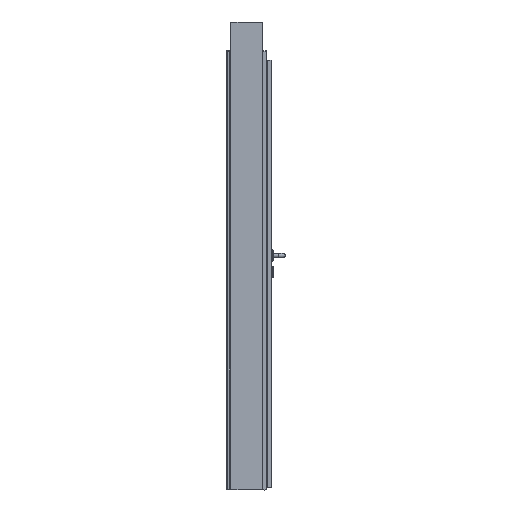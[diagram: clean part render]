
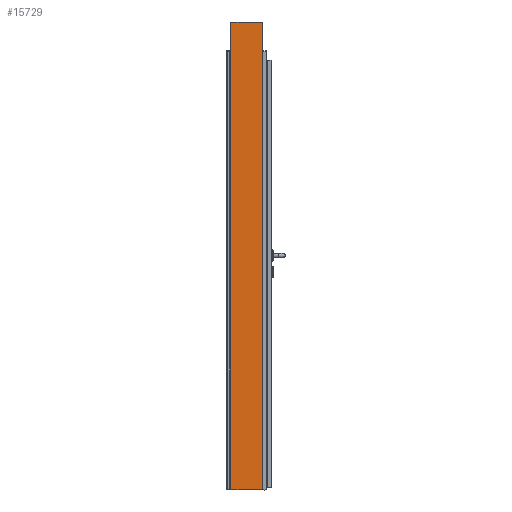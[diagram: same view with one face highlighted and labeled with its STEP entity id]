
A CAD part, left-side view. The second image highlights one B-rep face of the part: STEP entity #15729.
In plain terms, the highlighted planar face has unit normal (-1, 0, 0).
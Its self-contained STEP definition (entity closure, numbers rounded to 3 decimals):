
#15729=ADVANCED_FACE('',(#33277),#26077,.T.);
#26077=PLANE('',#192562);
#33277=FACE_OUTER_BOUND('',#42489,.T.);
#42489=EDGE_LOOP('',(#54586,#54587,#54588,#54589));
#54586=ORIENTED_EDGE('',*,*,#125132,.T.);
#54587=ORIENTED_EDGE('',*,*,#125131,.T.);
#54588=ORIENTED_EDGE('',*,*,#125133,.F.);
#54589=ORIENTED_EDGE('',*,*,#125111,.T.);
#107478=VERTEX_POINT('',#257975);
#107480=VERTEX_POINT('',#257978);
#107492=VERTEX_POINT('',#258014);
#107493=VERTEX_POINT('',#258016);
#125111=EDGE_CURVE('',#107480,#107478,#151571,.T.);
#125131=EDGE_CURVE('',#107492,#107493,#151591,.T.);
#125132=EDGE_CURVE('',#107478,#107492,#151592,.T.);
#125133=EDGE_CURVE('',#107480,#107493,#151593,.T.);
#151571=LINE('',#257977,#171971);
#151591=LINE('',#258017,#171991);
#151592=LINE('',#258019,#171992);
#151593=LINE('',#258020,#171993);
#171971=VECTOR('',#207502,1.);
#171991=VECTOR('',#207534,1.);
#171992=VECTOR('',#207537,1.);
#171993=VECTOR('',#207538,1.);
#192562=AXIS2_PLACEMENT_3D('',#258021,#207539,#207540);
#207502=DIRECTION('',(0.,-1.,0.));
#207534=DIRECTION('',(0.,1.,0.));
#207537=DIRECTION('',(0.,0.,1.));
#207538=DIRECTION('',(0.,0.,1.));
#207539=DIRECTION('',(-1.,0.,0.));
#207540=DIRECTION('',(0.,0.,1.));
#257975=CARTESIAN_POINT('',(-527.,-9.3,-7.75));
#257977=CARTESIAN_POINT('',(-527.,142.4,-7.75));
#257978=CARTESIAN_POINT('',(-527.,142.4,-7.75));
#258014=CARTESIAN_POINT('',(-527.,-9.3,2212.25));
#258016=CARTESIAN_POINT('',(-527.,142.4,2212.25));
#258017=CARTESIAN_POINT('',(-527.,142.4,2212.25));
#258019=CARTESIAN_POINT('',(-527.,-9.3,2212.25));
#258020=CARTESIAN_POINT('',(-527.,142.4,2212.25));
#258021=CARTESIAN_POINT('',(-527.,142.4,2212.25));
